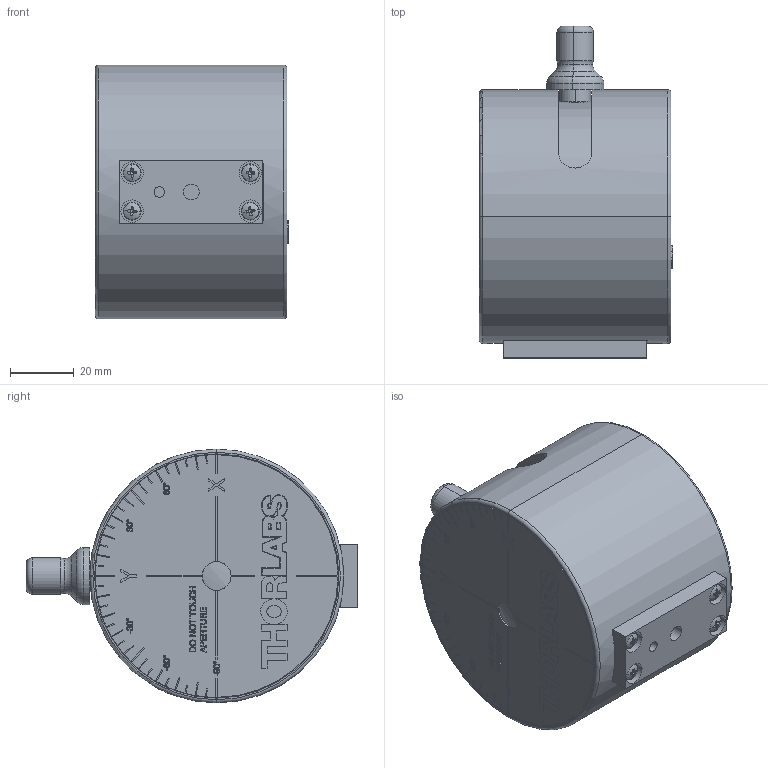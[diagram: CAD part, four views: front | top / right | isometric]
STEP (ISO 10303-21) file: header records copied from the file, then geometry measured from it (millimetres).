
FILE_DESCRIPTION (( 'STEP AP203' ), '1' );
FILE_NAME ('21424-E0W.STEP', '2012-12-06T14:34:26', ( '' ), ( '' ), 'SwSTEP 2.0', 'SolidWorks 2012', '' );
FILE_SCHEMA (( 'CONFIG_CONTROL_DESIGN' ));
Length unit declared in the file: millimetre
Products named in the file (1): 21424-E0W
Bounding box: 60.5 x 103.95 x 79.5 mm (x, y, z)
Volume: 98411.8 mm3; surface area: 99233.8 mm2
Topology: 14 solids, 14 shells, 3705 faces, 10149 edges, 6665 vertices
Faces by surface type: plane 2598, bspline 526, cylinder 408, cone 116, torus 49, sphere 8
Entity records: 146453 total; most frequent: CARTESIAN_POINT 55837, ORIENTED_EDGE 20254, DIRECTION 16031, EDGE_CURVE 10127, VECTOR 7703, LINE 7703, VERTEX_POINT 6665, AXIS2_PLACEMENT_3D 4164
